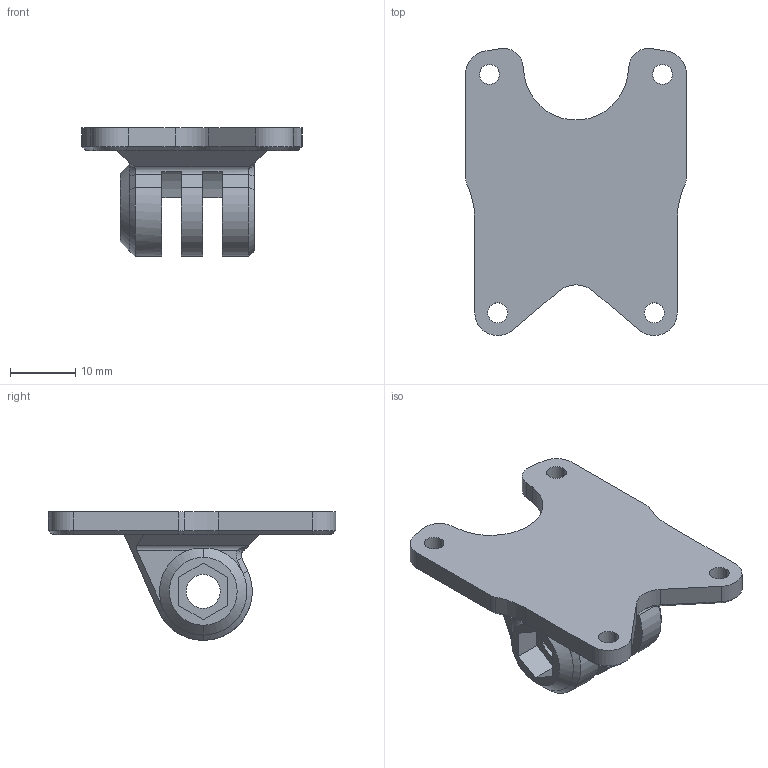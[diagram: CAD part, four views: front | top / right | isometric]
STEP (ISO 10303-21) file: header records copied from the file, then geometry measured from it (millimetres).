
FILE_DESCRIPTION (( 'STEP AP214' ), '1' );
FILE_NAME ('EVO GoPro_Screw_Mount.STEP', '2023-02-28T22:47:06', ( '' ), ( '' ), 'SwSTEP 2.0', 'SolidWorks 2022', '' );
FILE_SCHEMA (( 'AUTOMOTIVE_DESIGN' ));
Length unit declared in the file: millimetre
Products named in the file (1): EVO GoPro_Screw_Mount
Bounding box: 33.78 x 43.99 x 19.7 mm (x, y, z)
Volume: 7151.9 mm3; surface area: 4599.4 mm2
Topology: 1 solids, 1 shells, 106 faces, 275 edges, 172 vertices
Faces by surface type: plane 50, cylinder 35, cone 19, bspline 2
Entity records: 3493 total; most frequent: CARTESIAN_POINT 803, DIRECTION 564, ORIENTED_EDGE 550, EDGE_CURVE 275, AXIS2_PLACEMENT_3D 198, VERTEX_POINT 172, VECTOR 168, LINE 168
